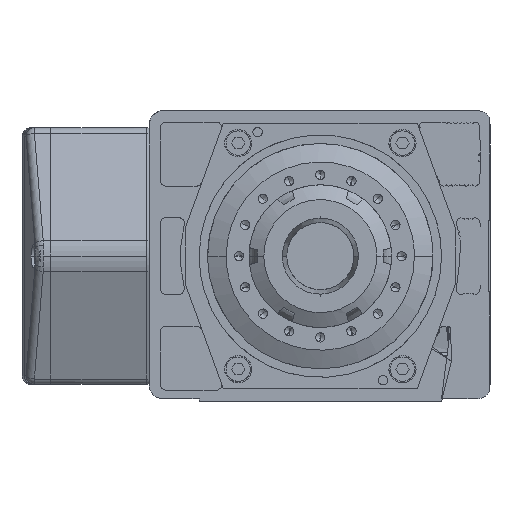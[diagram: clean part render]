
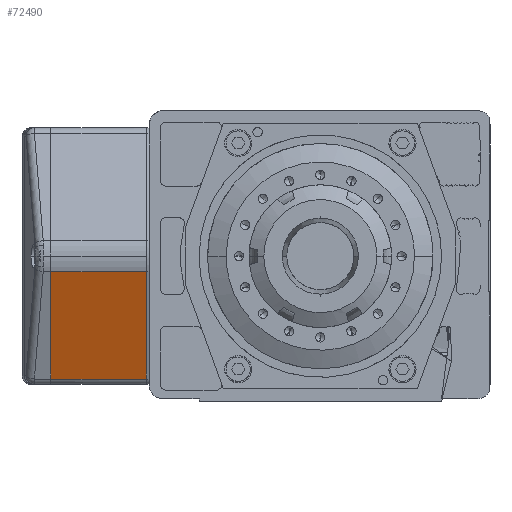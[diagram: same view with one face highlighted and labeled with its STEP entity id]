
A CAD part, front view. The second image highlights one B-rep face of the part: STEP entity #72490.
In plain terms, the highlighted planar face has unit normal (0, -0.932, -0.362).
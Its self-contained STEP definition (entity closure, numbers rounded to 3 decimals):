
#1868 = CARTESIAN_POINT ( 'NONE',  ( -72.167, 18.256, -43.087 ) ) ;
#3273 = EDGE_CURVE ( 'NONE', #19064, #65378, #81836, .T. ) ;
#4620 = EDGE_CURVE ( 'NONE', #65378, #50602, #29922, .T. ) ;
#10896 = CARTESIAN_POINT ( 'NONE',  ( -61., 18.256, -43.087 ) ) ;
#11691 = CARTESIAN_POINT ( 'NONE',  ( -83.333, 3.614, -5.437 ) ) ;
#14103 = ORIENTED_EDGE ( 'NONE', *, *, #46173, .F. ) ;
#15290 = CARTESIAN_POINT ( 'NONE',  ( -83.333, 18.256, -43.087 ) ) ;
#19064 = VERTEX_POINT ( 'NONE', #42774 ) ;
#26641 = CARTESIAN_POINT ( 'NONE',  ( -94.5, 8.495, -17.987 ) ) ;
#27777 = VERTEX_POINT ( 'NONE', #33579 ) ;
#27935 = CARTESIAN_POINT ( 'NONE',  ( -94.5, 3.614, -5.437 ) ) ;
#28587 = PLANE ( 'NONE',  #82771 ) ;
#29922 = B_SPLINE_CURVE_WITH_KNOTS ( 'NONE', 3,
 ( #83434, #91283, #26641, #76963 ),
 .UNSPECIFIED., .F., .F.,
 ( 4, 4 ),
 ( -1., 0. ),
 .UNSPECIFIED. ) ;
#33579 = CARTESIAN_POINT ( 'NONE',  ( -61., 3.614, -5.437 ) ) ;
#34877 = ORIENTED_EDGE ( 'NONE', *, *, #41000, .F. ) ;
#35516 = FACE_OUTER_BOUND ( 'NONE', #46353, .T. ) ;
#35831 = CARTESIAN_POINT ( 'NONE',  ( -94.5, 18.256, -43.087 ) ) ;
#38496 = CARTESIAN_POINT ( 'NONE',  ( -94.5, 3.614, -5.437 ) ) ;
#38600 = CARTESIAN_POINT ( 'NONE',  ( -61., 13.376, -30.537 ) ) ;
#41000 = EDGE_CURVE ( 'NONE', #27777, #19064, #77303, .T. ) ;
#42774 = CARTESIAN_POINT ( 'NONE',  ( -61., 18.256, -43.087 ) ) ;
#46173 = EDGE_CURVE ( 'NONE', #50602, #27777, #84948, .T. ) ;
#46353 = EDGE_LOOP ( 'NONE', ( #81122, #74255, #34877, #14103 ) ) ;
#47347 = CARTESIAN_POINT ( 'NONE',  ( -61., 3.614, -5.437 ) ) ;
#50602 = VERTEX_POINT ( 'NONE', #27935 ) ;
#52808 = CARTESIAN_POINT ( 'NONE',  ( -61., 3.614, -5.437 ) ) ;
#56859 = CARTESIAN_POINT ( 'NONE',  ( -94.5, 18.256, -43.087 ) ) ;
#65378 = VERTEX_POINT ( 'NONE', #35831 ) ;
#66682 = CARTESIAN_POINT ( 'NONE',  ( -72.167, 3.614, -5.437 ) ) ;
#68795 = DIRECTION ( 'NONE',  ( 1., 0., 0. ) ) ;
#69705 = DIRECTION ( 'NONE',  ( 0., 0.932, 0.362 ) ) ;
#72080 = CARTESIAN_POINT ( 'NONE',  ( -61., 18.256, -43.087 ) ) ;
#72490 = ADVANCED_FACE ( 'NONE', ( #35516 ), #28587, .F. ) ;
#74255 = ORIENTED_EDGE ( 'NONE', *, *, #3273, .F. ) ;
#76963 = CARTESIAN_POINT ( 'NONE',  ( -94.5, 3.614, -5.437 ) ) ;
#77303 = B_SPLINE_CURVE_WITH_KNOTS ( 'NONE', 3,
 ( #47347, #88471, #38600, #10896 ),
 .UNSPECIFIED., .F., .F.,
 ( 4, 4 ),
 ( -1., 0. ),
 .UNSPECIFIED. ) ;
#81122 = ORIENTED_EDGE ( 'NONE', *, *, #4620, .F. ) ;
#81836 = B_SPLINE_CURVE_WITH_KNOTS ( 'NONE', 3,
 ( #72080, #1868, #15290, #56859 ),
 .UNSPECIFIED., .F., .F.,
 ( 4, 4 ),
 ( 0., 1. ),
 .UNSPECIFIED. ) ;
#82771 = AXIS2_PLACEMENT_3D ( 'NONE', #90482, #69705, #68795 ) ;
#83434 = CARTESIAN_POINT ( 'NONE',  ( -94.5, 18.256, -43.087 ) ) ;
#84948 = B_SPLINE_CURVE_WITH_KNOTS ( 'NONE', 3,
 ( #38496, #11691, #66682, #52808 ),
 .UNSPECIFIED., .F., .F.,
 ( 4, 4 ),
 ( 0., 1. ),
 .UNSPECIFIED. ) ;
#88471 = CARTESIAN_POINT ( 'NONE',  ( -61., 8.495, -17.987 ) ) ;
#90482 = CARTESIAN_POINT ( 'NONE',  ( -94.5, 19., -45. ) ) ;
#91283 = CARTESIAN_POINT ( 'NONE',  ( -94.5, 13.376, -30.537 ) ) ;
